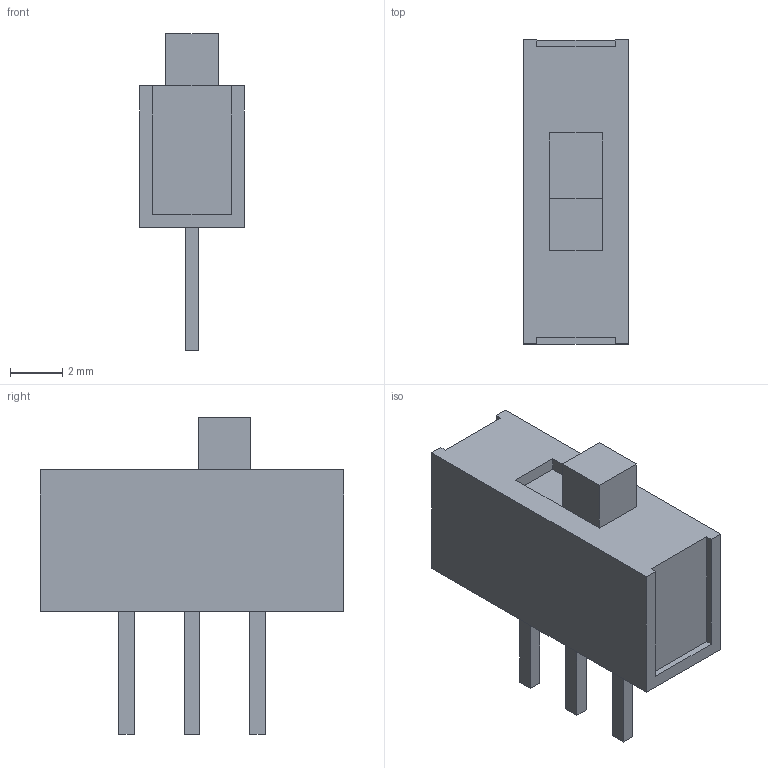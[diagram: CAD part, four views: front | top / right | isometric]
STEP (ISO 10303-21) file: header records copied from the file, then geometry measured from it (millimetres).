
FILE_DESCRIPTION(('HOOPS Exchange Step'),'2;1');
FILE_NAME('export-5F1826B7-DF7C-4721-8148-C162722C3A08.stp','2023-04-06T22:11:18+17:00',('Daxxn'),('Alibre'),'HOOPS Exchange 2022.0','Alibre','Unknown authorisation');
FILE_SCHEMA( ('AP242_MANAGED_MODEL_BASED_3D_ENGINEERING_MIM_LF {1 0 10303 442 1 1 4 }') );
Length unit declared in the file: centimetre
Products named in the file (1): EG1218
Bounding box: 4 x 11.6 x 12.1 mm (x, y, z)
Volume: 252.9 mm3; surface area: 317.7 mm2
Topology: 1 solids, 1 shells, 38 faces, 94 edges, 62 vertices
Faces by surface type: plane 38
Entity records: 1154 total; most frequent: CARTESIAN_POINT 196, ORIENTED_EDGE 188, DIRECTION 174, VECTOR 94, LINE 94, EDGE_CURVE 94, VERTEX_POINT 62, EDGE_LOOP 42
